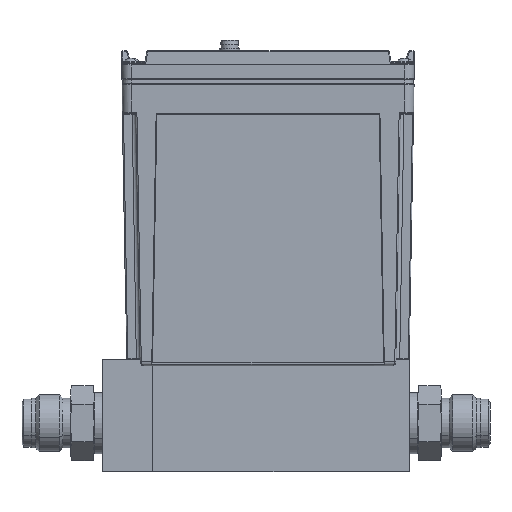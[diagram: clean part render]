
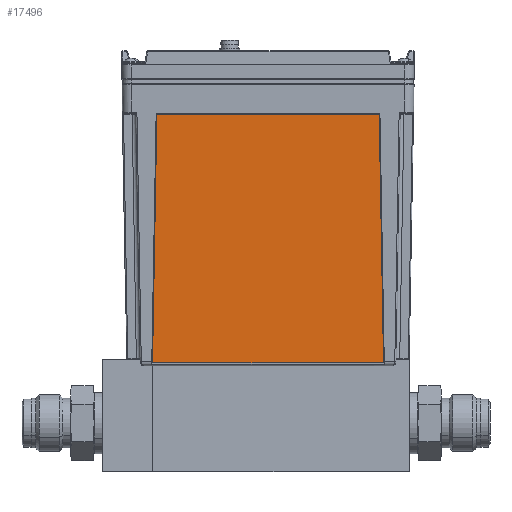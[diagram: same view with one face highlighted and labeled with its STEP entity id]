
A CAD part, top view. The second image highlights one B-rep face of the part: STEP entity #17496.
In plain terms, the highlighted planar face has unit normal (0, -0.018, 1).
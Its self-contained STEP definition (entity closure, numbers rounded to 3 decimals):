
#657 = FACE_OUTER_BOUND ( 'NONE', #3160, .T. ) ;
#1041 = DIRECTION ( 'NONE',  ( -1., 0., 0. ) ) ;
#1213 = ORIENTED_EDGE ( 'NONE', *, *, #22923, .T. ) ;
#2495 = VERTEX_POINT ( 'NONE', #8133 ) ;
#2537 = EDGE_CURVE ( 'NONE', #17942, #26144, #30954, .T. ) ;
#2587 = CARTESIAN_POINT ( 'NONE',  ( 18.386, 117.33, 26.15 ) ) ;
#2603 = ORIENTED_EDGE ( 'NONE', *, *, #30857, .T. ) ;
#2655 = DIRECTION ( 'NONE',  ( 0., -0.017, 1. ) ) ;
#2859 = ORIENTED_EDGE ( 'NONE', *, *, #6796, .T. ) ;
#3152 = EDGE_CURVE ( 'NONE', #2495, #11146, #10062, .T. ) ;
#3160 = EDGE_LOOP ( 'NONE', ( #2859, #1213, #2603, #10321, #26355, #23687, #6222, #30295 ) ) ;
#3656 = CARTESIAN_POINT ( 'NONE',  ( -25.057, 117.829, 26.159 ) ) ;
#3779 = DIRECTION ( 'NONE',  ( 0., -0.017, 1. ) ) ;
#3809 = DIRECTION ( 'NONE',  ( 1., 0., 0. ) ) ;
#3827 = DIRECTION ( 'NONE',  ( 0., -0.017, 1. ) ) ;
#4656 = AXIS2_PLACEMENT_3D ( 'NONE', #8567, #28055, #13041 ) ;
#4873 = LINE ( 'NONE', #24316, #15127 ) ;
#4936 = CARTESIAN_POINT ( 'NONE',  ( 17.878, 117.321, 26.15 ) ) ;
#5165 = CIRCLE ( 'NONE', #4656, 0.508 ) ;
#5945 = CARTESIAN_POINT ( 'NONE',  ( -70.193, 20.562, 24.461 ) ) ;
#6222 = ORIENTED_EDGE ( 'NONE', *, *, #3152, .T. ) ;
#6354 = VERTEX_POINT ( 'NONE', #13002 ) ;
#6796 = EDGE_CURVE ( 'NONE', #6354, #28983, #20948, .T. ) ;
#6829 = CARTESIAN_POINT ( 'NONE',  ( -69.676, 21.07, 24.47 ) ) ;
#8133 = CARTESIAN_POINT ( 'NONE',  ( -68.5, 117.33, 26.15 ) ) ;
#8567 = CARTESIAN_POINT ( 'NONE',  ( -67.992, 117.321, 26.15 ) ) ;
#9250 = DIRECTION ( 'NONE',  ( -0.017, 1., 0.017 ) ) ;
#9559 = CARTESIAN_POINT ( 'NONE',  ( 19.562, 20.562, 24.461 ) ) ;
#10062 = LINE ( 'NONE', #29530, #10128 ) ;
#10128 = VECTOR ( 'NONE', #14511, 1000. ) ;
#10321 = ORIENTED_EDGE ( 'NONE', *, *, #31444, .T. ) ;
#10504 = VECTOR ( 'NONE', #25422, 1000. ) ;
#10616 = CARTESIAN_POINT ( 'NONE',  ( 17.878, 117.829, 26.159 ) ) ;
#11146 = VERTEX_POINT ( 'NONE', #27568 ) ;
#11316 = CIRCLE ( 'NONE', #11360, 0.508 ) ;
#11360 = AXIS2_PLACEMENT_3D ( 'NONE', #4936, #2655, #32202 ) ;
#12161 = PLANE ( 'NONE',  #27884 ) ;
#13002 = CARTESIAN_POINT ( 'NONE',  ( -69.676, 20.562, 24.461 ) ) ;
#13041 = DIRECTION ( 'NONE',  ( 1., 0., 0. ) ) ;
#13797 = AXIS2_PLACEMENT_3D ( 'NONE', #6829, #21852, #15713 ) ;
#14511 = DIRECTION ( 'NONE',  ( -0.017, -1., -0.017 ) ) ;
#15127 = VECTOR ( 'NONE', #9250, 1000. ) ;
#15713 = DIRECTION ( 'NONE',  ( 1., 0., 0. ) ) ;
#15949 = CARTESIAN_POINT ( 'NONE',  ( 18.377, 117.829, 26.159 ) ) ;
#17402 = AXIS2_PLACEMENT_3D ( 'NONE', #18723, #3827, #23217 ) ;
#17496 = ADVANCED_FACE ( 'NONE', ( #657 ), #12161, .T. ) ;
#17925 = CARTESIAN_POINT ( 'NONE',  ( -67.992, 117.829, 26.159 ) ) ;
#17942 = VERTEX_POINT ( 'NONE', #10616 ) ;
#18723 = CARTESIAN_POINT ( 'NONE',  ( 19.562, 21.07, 24.47 ) ) ;
#19983 = CIRCLE ( 'NONE', #13797, 0.508 ) ;
#20948 = LINE ( 'NONE', #5945, #10504 ) ;
#21715 = CARTESIAN_POINT ( 'NONE',  ( 20.07, 21.079, 24.47 ) ) ;
#21852 = DIRECTION ( 'NONE',  ( 0., -0.017, 1. ) ) ;
#22923 = EDGE_CURVE ( 'NONE', #28983, #31770, #23647, .T. ) ;
#23217 = DIRECTION ( 'NONE',  ( 1., 0., 0. ) ) ;
#23647 = CIRCLE ( 'NONE', #17402, 0.508 ) ;
#23687 = ORIENTED_EDGE ( 'NONE', *, *, #32999, .T. ) ;
#24316 = CARTESIAN_POINT ( 'NONE',  ( 20.079, 20.562, 24.461 ) ) ;
#25422 = DIRECTION ( 'NONE',  ( 1., 0., 0. ) ) ;
#26144 = VERTEX_POINT ( 'NONE', #17925 ) ;
#26355 = ORIENTED_EDGE ( 'NONE', *, *, #2537, .T. ) ;
#26802 = VERTEX_POINT ( 'NONE', #2587 ) ;
#27568 = CARTESIAN_POINT ( 'NONE',  ( -70.184, 21.079, 24.47 ) ) ;
#27604 = VECTOR ( 'NONE', #1041, 1000. ) ;
#27884 = AXIS2_PLACEMENT_3D ( 'NONE', #3656, #3779, #3809 ) ;
#28055 = DIRECTION ( 'NONE',  ( 0., -0.017, 1. ) ) ;
#28983 = VERTEX_POINT ( 'NONE', #9559 ) ;
#29530 = CARTESIAN_POINT ( 'NONE',  ( -68.491, 117.829, 26.159 ) ) ;
#29787 = EDGE_CURVE ( 'NONE', #11146, #6354, #19983, .T. ) ;
#30295 = ORIENTED_EDGE ( 'NONE', *, *, #29787, .T. ) ;
#30857 = EDGE_CURVE ( 'NONE', #31770, #26802, #4873, .T. ) ;
#30954 = LINE ( 'NONE', #15949, #27604 ) ;
#31444 = EDGE_CURVE ( 'NONE', #26802, #17942, #11316, .T. ) ;
#31770 = VERTEX_POINT ( 'NONE', #21715 ) ;
#32202 = DIRECTION ( 'NONE',  ( 1., 0., 0. ) ) ;
#32999 = EDGE_CURVE ( 'NONE', #26144, #2495, #5165, .T. ) ;
